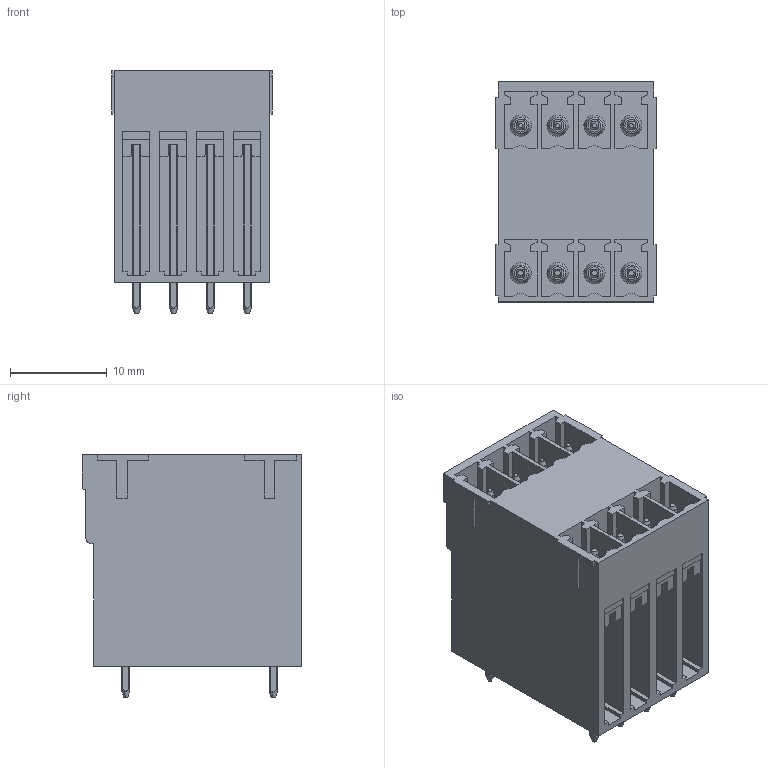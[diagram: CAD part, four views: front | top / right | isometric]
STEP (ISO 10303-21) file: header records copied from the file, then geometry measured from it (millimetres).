
FILE_DESCRIPTION(('CATIA V5 STEP Exchange','CAx-IF Rec.Pracs.--- Model Styling and Organization---1.2---2011-12-15'),'2;1');
FILE_NAME ('D1447173_0_1030970000_1030970000.stp','2018-10-06T04:43:41+00:00',('none'),('Weidmueller'),'CATIA Version 5-6 Release 2014','CATIA V5 STEP AP214','none');
FILE_SCHEMA(('AUTOMOTIVE_DESIGN { 1 0 10303 214 1 1 1 1 }'));
Length unit declared in the file: millimetre
Products named in the file (1): 1030970000
Bounding box: 16.63 x 22.7 x 25.1 mm (x, y, z)
Volume: 6300.9 mm3; surface area: 4773.1 mm2
Topology: 9 solids, 9 shells, 488 faces, 1334 edges, 884 vertices
Faces by surface type: plane 334, cylinder 90, cone 48, torus 16
Entity records: 15511 total; most frequent: CARTESIAN_POINT 4371, ORIENTED_EDGE 2668, DIRECTION 1654, EDGE_CURVE 1334, VECTOR 962, LINE 962, VERTEX_POINT 884, EDGE_LOOP 532
